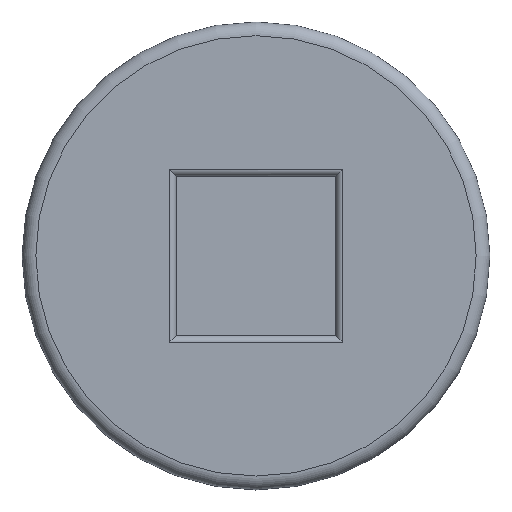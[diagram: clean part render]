
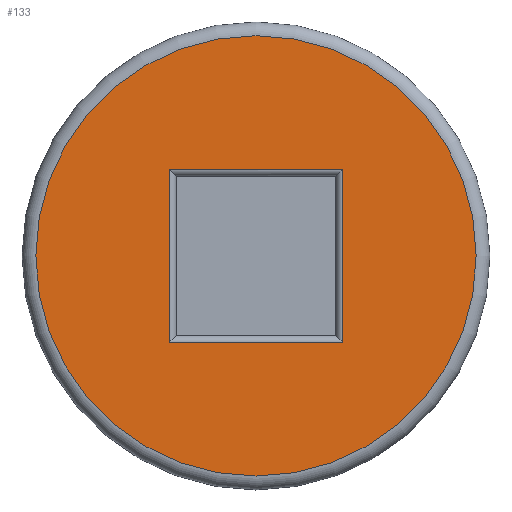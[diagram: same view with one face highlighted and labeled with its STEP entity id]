
A CAD part, top view. The second image highlights one B-rep face of the part: STEP entity #133.
In plain terms, the highlighted planar face has unit normal (0, 0, 1).
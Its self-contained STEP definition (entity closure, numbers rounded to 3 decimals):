
#68=CIRCLE('',#411,16.);
#102=PLANE('',#412);
#115=LINE('',#691,#123);
#116=LINE('',#697,#124);
#117=LINE('',#703,#125);
#118=LINE('',#705,#126);
#123=VECTOR('',#453,1.);
#124=VECTOR('',#460,1.);
#125=VECTOR('',#467,1.);
#126=VECTOR('',#470,1.);
#133=ADVANCED_FACE('',(#163,#164),#102,.T.);
#163=FACE_BOUND('',#213,.T.);
#164=FACE_BOUND('',#214,.T.);
#213=EDGE_LOOP('',(#280));
#214=EDGE_LOOP('',(#281,#282,#283,#284));
#280=ORIENTED_EDGE('',*,*,#372,.F.);
#281=ORIENTED_EDGE('',*,*,#367,.F.);
#282=ORIENTED_EDGE('',*,*,#371,.F.);
#283=ORIENTED_EDGE('',*,*,#364,.F.);
#284=ORIENTED_EDGE('',*,*,#370,.F.);
#333=VERTEX_POINT('',#692);
#334=VERTEX_POINT('',#693);
#335=VERTEX_POINT('',#698);
#336=VERTEX_POINT('',#699);
#337=VERTEX_POINT('',#708);
#364=EDGE_CURVE('',#333,#334,#115,.T.);
#367=EDGE_CURVE('',#335,#336,#116,.T.);
#370=EDGE_CURVE('',#336,#333,#117,.T.);
#371=EDGE_CURVE('',#334,#335,#118,.T.);
#372=EDGE_CURVE('',#337,#337,#68,.T.);
#411=AXIS2_PLACEMENT_3D('',#707,#473,#474);
#412=AXIS2_PLACEMENT_3D('',#709,#475,#476);
#453=DIRECTION('',(0.,1.,0.));
#460=DIRECTION('',(0.,-1.,0.));
#467=DIRECTION('',(1.,0.,0.));
#470=DIRECTION('',(-1.,0.,0.));
#473=DIRECTION('',(0.,0.,-1.));
#474=DIRECTION('',(1.,0.,0.));
#475=DIRECTION('',(0.,0.,1.));
#476=DIRECTION('',(1.,0.,0.));
#691=CARTESIAN_POINT('',(6.3,2.9,3.692));
#692=CARTESIAN_POINT('',(6.3,-6.3,3.692));
#693=CARTESIAN_POINT('',(6.3,6.3,3.692));
#697=CARTESIAN_POINT('',(-6.3,-2.9,3.692));
#698=CARTESIAN_POINT('',(-6.3,6.3,3.692));
#699=CARTESIAN_POINT('',(-6.3,-6.3,3.692));
#703=CARTESIAN_POINT('',(2.9,-6.3,3.692));
#705=CARTESIAN_POINT('',(-2.9,6.3,3.692));
#707=CARTESIAN_POINT('',(0.,0.,3.692));
#708=CARTESIAN_POINT('',(16.,0.,3.692));
#709=CARTESIAN_POINT('',(0.,0.,3.692));
